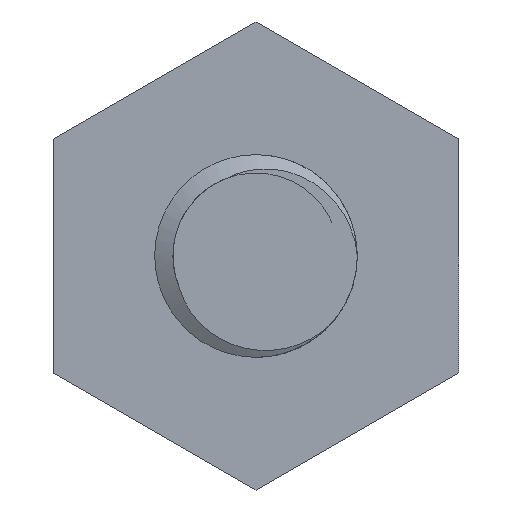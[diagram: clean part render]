
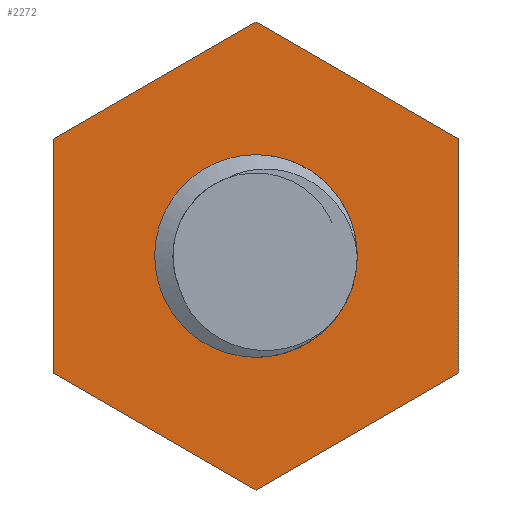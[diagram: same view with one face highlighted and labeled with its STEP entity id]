
A CAD part, front view. The second image highlights one B-rep face of the part: STEP entity #2272.
In plain terms, the highlighted planar face has unit normal (0, -1, 0).
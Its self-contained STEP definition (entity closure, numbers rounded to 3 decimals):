
#78 = CARTESIAN_POINT ( 'NONE',  ( 3., 0., 1.732 ) ) ;
#127 = VECTOR ( 'NONE', #2598, 1000. ) ;
#323 = DIRECTION ( 'NONE',  ( 0., 0., 1. ) ) ;
#436 = DIRECTION ( 'NONE',  ( 0.866, 0., 0.5 ) ) ;
#509 = VERTEX_POINT ( 'NONE', #2131 ) ;
#519 = CIRCLE ( 'NONE', #5424, 1.225 ) ;
#724 = FACE_BOUND ( 'NONE', #4029, .T. ) ;
#727 = CARTESIAN_POINT ( 'NONE',  ( 0., 0., 0. ) ) ;
#739 = ORIENTED_EDGE ( 'NONE', *, *, #4339, .T. ) ;
#804 = VECTOR ( 'NONE', #5124, 1000. ) ;
#824 = VERTEX_POINT ( 'NONE', #4812 ) ;
#940 = LINE ( 'NONE', #78, #804 ) ;
#1000 = EDGE_LOOP ( 'NONE', ( #2963, #1451, #5446, #1988, #1530, #5577 ) ) ;
#1062 = LINE ( 'NONE', #2970, #3647 ) ;
#1121 = CARTESIAN_POINT ( 'NONE',  ( 0., 0., 0. ) ) ;
#1271 = LINE ( 'NONE', #1737, #127 ) ;
#1451 = ORIENTED_EDGE ( 'NONE', *, *, #4070, .F. ) ;
#1478 = CARTESIAN_POINT ( 'NONE',  ( -3., 0., 1.732 ) ) ;
#1530 = ORIENTED_EDGE ( 'NONE', *, *, #1689, .F. ) ;
#1689 = EDGE_CURVE ( 'NONE', #509, #5821, #5016, .T. ) ;
#1711 = DIRECTION ( 'NONE',  ( -0.866, 0., 0.5 ) ) ;
#1737 = CARTESIAN_POINT ( 'NONE',  ( 3., 0., -1.732 ) ) ;
#1910 = EDGE_CURVE ( 'NONE', #5821, #2692, #3779, .T. ) ;
#1988 = ORIENTED_EDGE ( 'NONE', *, *, #1910, .F. ) ;
#1990 = CARTESIAN_POINT ( 'NONE',  ( 3., 0., -1.732 ) ) ;
#2081 = VERTEX_POINT ( 'NONE', #4315 ) ;
#2112 = VERTEX_POINT ( 'NONE', #1990 ) ;
#2131 = CARTESIAN_POINT ( 'NONE',  ( -3., 0., -1.732 ) ) ;
#2171 = CARTESIAN_POINT ( 'NONE',  ( 0., 0., -1.225 ) ) ;
#2214 = VECTOR ( 'NONE', #436, 1000. ) ;
#2266 = CIRCLE ( 'NONE', #5615, 1.225 ) ;
#2272 = ADVANCED_FACE ( 'NONE', ( #4993, #724 ), #3085, .F. ) ;
#2589 = DIRECTION ( 'NONE',  ( 0., 1., 0. ) ) ;
#2598 = DIRECTION ( 'NONE',  ( -0.866, 0., -0.5 ) ) ;
#2692 = VERTEX_POINT ( 'NONE', #5710 ) ;
#2939 = DIRECTION ( 'NONE',  ( 0.866, 0., -0.5 ) ) ;
#2963 = ORIENTED_EDGE ( 'NONE', *, *, #5567, .F. ) ;
#2970 = CARTESIAN_POINT ( 'NONE',  ( 0., 0., 3.464 ) ) ;
#3085 = PLANE ( 'NONE',  #5859 ) ;
#3332 = CARTESIAN_POINT ( 'NONE',  ( 0., 0., -3.464 ) ) ;
#3351 = CARTESIAN_POINT ( 'NONE',  ( -3., 0., 1.732 ) ) ;
#3401 = DIRECTION ( 'NONE',  ( 0., 0., 1. ) ) ;
#3521 = DIRECTION ( 'NONE',  ( 0., 1., 0. ) ) ;
#3647 = VECTOR ( 'NONE', #2939, 1000. ) ;
#3679 = LINE ( 'NONE', #5530, #5026 ) ;
#3779 = LINE ( 'NONE', #3351, #2214 ) ;
#4029 = EDGE_LOOP ( 'NONE', ( #6092, #739 ) ) ;
#4070 = EDGE_CURVE ( 'NONE', #824, #2112, #940, .T. ) ;
#4315 = CARTESIAN_POINT ( 'NONE',  ( 0., 0., 1.225 ) ) ;
#4339 = EDGE_CURVE ( 'NONE', #4951, #2081, #519, .T. ) ;
#4465 = EDGE_CURVE ( 'NONE', #2692, #824, #1062, .T. ) ;
#4475 = DIRECTION ( 'NONE',  ( 0., 0., 1. ) ) ;
#4710 = EDGE_CURVE ( 'NONE', #2081, #4951, #2266, .T. ) ;
#4812 = CARTESIAN_POINT ( 'NONE',  ( 3., 0., 1.732 ) ) ;
#4831 = EDGE_CURVE ( 'NONE', #5659, #509, #3679, .T. ) ;
#4951 = VERTEX_POINT ( 'NONE', #2171 ) ;
#4963 = CARTESIAN_POINT ( 'NONE',  ( 0., 0., 0. ) ) ;
#4993 = FACE_OUTER_BOUND ( 'NONE', #1000, .T. ) ;
#5016 = LINE ( 'NONE', #5079, #5461 ) ;
#5026 = VECTOR ( 'NONE', #1711, 1000. ) ;
#5079 = CARTESIAN_POINT ( 'NONE',  ( -3., 0., -1.732 ) ) ;
#5124 = DIRECTION ( 'NONE',  ( 0., 0., -1. ) ) ;
#5424 = AXIS2_PLACEMENT_3D ( 'NONE', #1121, #5779, #3401 ) ;
#5446 = ORIENTED_EDGE ( 'NONE', *, *, #4465, .F. ) ;
#5461 = VECTOR ( 'NONE', #5976, 1000. ) ;
#5530 = CARTESIAN_POINT ( 'NONE',  ( 0., 0., -3.464 ) ) ;
#5567 = EDGE_CURVE ( 'NONE', #2112, #5659, #1271, .T. ) ;
#5577 = ORIENTED_EDGE ( 'NONE', *, *, #4831, .F. ) ;
#5615 = AXIS2_PLACEMENT_3D ( 'NONE', #727, #3521, #4475 ) ;
#5659 = VERTEX_POINT ( 'NONE', #3332 ) ;
#5710 = CARTESIAN_POINT ( 'NONE',  ( 0., 0., 3.464 ) ) ;
#5779 = DIRECTION ( 'NONE',  ( 0., 1., 0. ) ) ;
#5821 = VERTEX_POINT ( 'NONE', #1478 ) ;
#5859 = AXIS2_PLACEMENT_3D ( 'NONE', #4963, #2589, #323 ) ;
#5976 = DIRECTION ( 'NONE',  ( 0., 0., 1. ) ) ;
#6092 = ORIENTED_EDGE ( 'NONE', *, *, #4710, .T. ) ;
